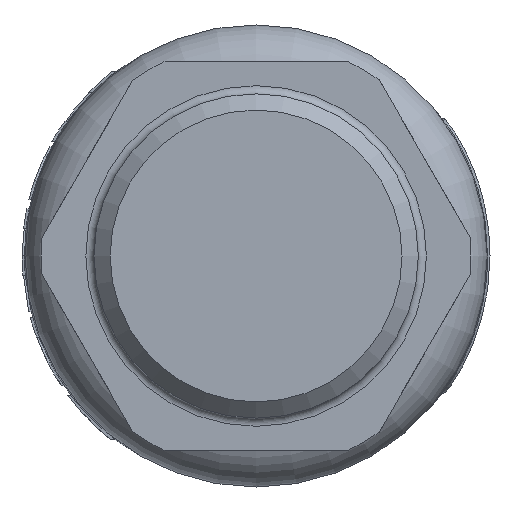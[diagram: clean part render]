
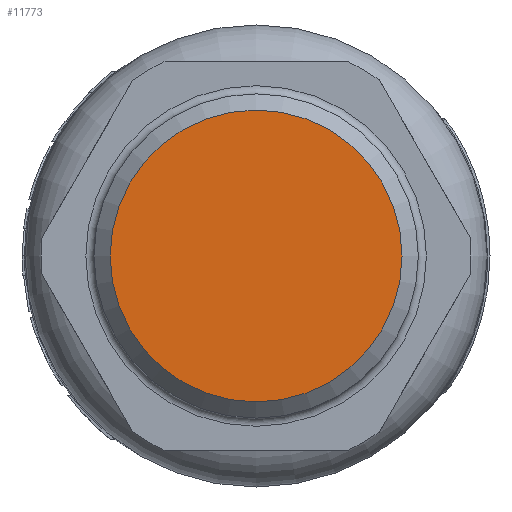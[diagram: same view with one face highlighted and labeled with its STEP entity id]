
A CAD part, left-side view. The second image highlights one B-rep face of the part: STEP entity #11773.
In plain terms, the highlighted planar face has unit normal (-1, 0, 0).
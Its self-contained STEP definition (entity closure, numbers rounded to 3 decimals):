
#1189=CIRCLE('',#12795,9.);
#1877=FACE_OUTER_BOUND('',#2537,.T.);
#2537=EDGE_LOOP('',(#9201));
#5136=VERTEX_POINT('',#19594);
#6607=EDGE_CURVE('',#5136,#5136,#1189,.T.);
#9201=ORIENTED_EDGE('',*,*,#6607,.F.);
#11283=PLANE('',#12794);
#11773=ADVANCED_FACE('',(#1877),#11283,.T.);
#12794=AXIS2_PLACEMENT_3D('',#19593,#14813,#14814);
#12795=AXIS2_PLACEMENT_3D('',#19595,#14815,#14816);
#14813=DIRECTION('center_axis',(-1.,0.,0.));
#14814=DIRECTION('ref_axis',(0.,0.,
-1.));
#14815=DIRECTION('center_axis',(1.,0.,0.));
#14816=DIRECTION('ref_axis',(0.,1.,0.));
#19593=CARTESIAN_POINT('Origin',(-46.69,-10.,0.));
#19594=CARTESIAN_POINT('',(-46.69,-9.,0.));
#19595=CARTESIAN_POINT('Origin',(-46.69,0.,0.));
